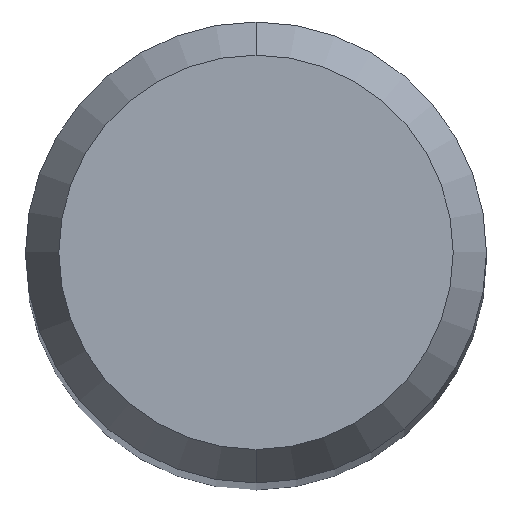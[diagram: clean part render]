
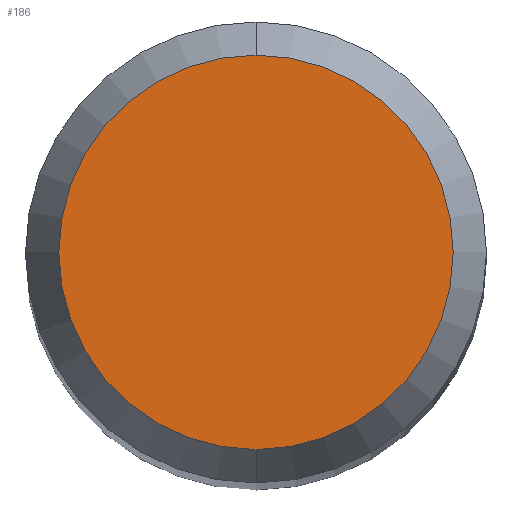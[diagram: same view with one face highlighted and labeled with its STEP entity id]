
A CAD part, top view. The second image highlights one B-rep face of the part: STEP entity #186.
In plain terms, the highlighted planar face has unit normal (0, 0, 1).
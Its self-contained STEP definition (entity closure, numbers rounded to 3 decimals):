
#182=VERTEX_POINT('',#366);
#186=ADVANCED_FACE('',(#371),#372,.T.);
#192=EDGE_CURVE('',#182,#216,#379,.T.);
#216=VERTEX_POINT('',#407);
#256=EDGE_CURVE('',#216,#182,#451,.T.);
#366=CARTESIAN_POINT('',(0.,-1.358,0.01));
#371=FACE_OUTER_BOUND('',#579,.T.);
#372=PLANE('',#580);
#379=CIRCLE('',#590,1.358);
#407=CARTESIAN_POINT('',(0.0,1.358,0.01));
#451=CIRCLE('',#681,1.358);
#579=EDGE_LOOP('',(#797,#798));
#580=AXIS2_PLACEMENT_3D('',#799,#800,#801);
#590=AXIS2_PLACEMENT_3D('',#811,#812,#813);
#681=AXIS2_PLACEMENT_3D('',#900,#901,#902);
#797=ORIENTED_EDGE('',*,*,#256,.F.);
#798=ORIENTED_EDGE('',*,*,#192,.F.);
#799=CARTESIAN_POINT('',(0.0,0.679,0.01));
#800=DIRECTION('',(-0.0,0.0,1.0));
#801=DIRECTION('',(0.0,-1.0,0.0));
#811=CARTESIAN_POINT('',(0.0,0.0,0.01));
#812=DIRECTION('',(0.0,0.0,-1.0));
#813=DIRECTION('',(0.0,1.0,0.0));
#900=CARTESIAN_POINT('',(0.0,0.0,0.01));
#901=DIRECTION('',(0.0,0.0,-1.0));
#902=DIRECTION('',(0.0,1.0,0.0));
